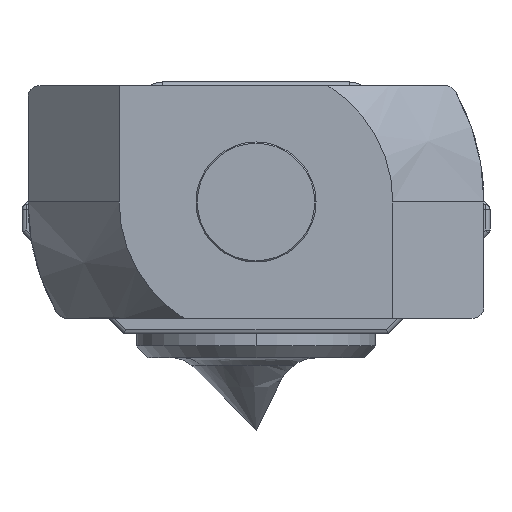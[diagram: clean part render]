
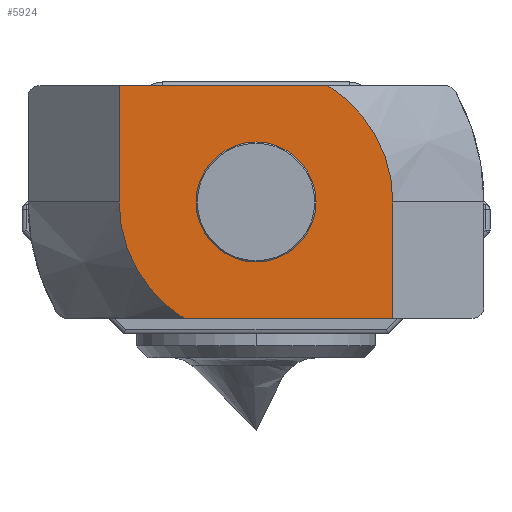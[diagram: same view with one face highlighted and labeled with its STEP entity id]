
A CAD part, front view. The second image highlights one B-rep face of the part: STEP entity #5924.
In plain terms, the highlighted planar face has unit normal (0, -1, 0).
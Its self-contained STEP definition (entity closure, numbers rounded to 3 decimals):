
#294 = CARTESIAN_POINT ( 'NONE',  ( 7.538, -115.601, 0.25 ) ) ;
#302 = CARTESIAN_POINT ( 'NONE',  ( 1.838, -115.601, 0.25 ) ) ;
#395 = CARTESIAN_POINT ( 'NONE',  ( 1.838, -115.601, 0.25 ) ) ;
#450 = VERTEX_POINT ( 'NONE', #1072 ) ;
#454 = CARTESIAN_POINT ( 'NONE',  ( 1.838, -115.601, -4.6 ) ) ;
#495 = DIRECTION ( 'NONE',  ( 0., 1., 0. ) ) ;
#539 = PLANE ( 'NONE',  #8145 ) ;
#659 = DIRECTION ( 'NONE',  ( 0., 0., 1. ) ) ;
#1044 = EDGE_CURVE ( 'NONE', #7773, #450, #3827, .T. ) ;
#1072 = CARTESIAN_POINT ( 'NONE',  ( 1.838, -115.601, -2.25 ) ) ;
#1117 = VECTOR ( 'NONE', #3651, 1000. ) ;
#1370 = LINE ( 'NONE', #294, #1117 ) ;
#1389 = EDGE_CURVE ( 'NONE', #5919, #6465, #9841, .T. ) ;
#1419 = CARTESIAN_POINT ( 'NONE',  ( 1.838, -115.601, 0.25 ) ) ;
#1438 = AXIS2_PLACEMENT_3D ( 'NONE', #302, #2029, #10087 ) ;
#1589 = EDGE_CURVE ( 'NONE', #8816, #2356, #1370, .T. ) ;
#1603 = EDGE_CURVE ( 'NONE', #6161, #9940, #4060, .T. ) ;
#1639 = ORIENTED_EDGE ( 'NONE', *, *, #8093, .T. ) ;
#2029 = DIRECTION ( 'NONE',  ( 0., 1., 0. ) ) ;
#2168 = ORIENTED_EDGE ( 'NONE', *, *, #1389, .F. ) ;
#2251 = DIRECTION ( 'NONE',  ( 0., 0., 1. ) ) ;
#2356 = VERTEX_POINT ( 'NONE', #4735 ) ;
#2731 = ORIENTED_EDGE ( 'NONE', *, *, #1044, .T. ) ;
#2733 = DIRECTION ( 'NONE',  ( 1., 0., 0. ) ) ;
#2813 = EDGE_CURVE ( 'NONE', #6465, #8816, #5719, .T. ) ;
#2816 = DIRECTION ( 'NONE',  ( 0., 0., 1. ) ) ;
#2843 = DIRECTION ( 'NONE',  ( -1., 0., 0. ) ) ;
#3343 = CARTESIAN_POINT ( 'NONE',  ( 1.838, -115.601, 5.1 ) ) ;
#3598 = VECTOR ( 'NONE', #8355, 1000. ) ;
#3651 = DIRECTION ( 'NONE',  ( 0., 0., -1. ) ) ;
#3807 = CARTESIAN_POINT ( 'NONE',  ( -3.862, -115.601, 5.1 ) ) ;
#3827 = CIRCLE ( 'NONE', #1438, 2.5 ) ;
#4060 = CIRCLE ( 'NONE', #6058, 5.7 ) ;
#4171 = CARTESIAN_POINT ( 'NONE',  ( -3.862, -115.601, 0.25 ) ) ;
#4392 = AXIS2_PLACEMENT_3D ( 'NONE', #4725, #10398, #659 ) ;
#4580 = ORIENTED_EDGE ( 'NONE', *, *, #8063, .F. ) ;
#4725 = CARTESIAN_POINT ( 'NONE',  ( 1.838, -115.601, 0.25 ) ) ;
#4735 = CARTESIAN_POINT ( 'NONE',  ( 7.538, -115.601, -4.6 ) ) ;
#4754 = ORIENTED_EDGE ( 'NONE', *, *, #2813, .F. ) ;
#5458 = CARTESIAN_POINT ( 'NONE',  ( 1.838, -115.601, 0.25 ) ) ;
#5537 = EDGE_CURVE ( 'NONE', #9940, #5919, #5906, .T. ) ;
#5719 = CIRCLE ( 'NONE', #4392, 5.7 ) ;
#5865 = ORIENTED_EDGE ( 'NONE', *, *, #1603, .F. ) ;
#5906 = LINE ( 'NONE', #4171, #3598 ) ;
#5919 = VERTEX_POINT ( 'NONE', #3807 ) ;
#5924 = ADVANCED_FACE ( 'NONE', ( #8200, #6039 ), #539, .F. ) ;
#6039 = FACE_OUTER_BOUND ( 'NONE', #8428, .T. ) ;
#6058 = AXIS2_PLACEMENT_3D ( 'NONE', #395, #6132, #2816 ) ;
#6132 = DIRECTION ( 'NONE',  ( 0., 1., 0. ) ) ;
#6161 = VERTEX_POINT ( 'NONE', #7597 ) ;
#6296 = CARTESIAN_POINT ( 'NONE',  ( 4.833, -115.601, 5.1 ) ) ;
#6465 = VERTEX_POINT ( 'NONE', #6296 ) ;
#6978 = VECTOR ( 'NONE', #2843, 1000. ) ;
#7034 = CARTESIAN_POINT ( 'NONE',  ( 7.538, -115.601, 0.25 ) ) ;
#7070 = CARTESIAN_POINT ( 'NONE',  ( 1.838, -115.601, 2.75 ) ) ;
#7597 = CARTESIAN_POINT ( 'NONE',  ( -1.156, -115.601, -4.6 ) ) ;
#7657 = VECTOR ( 'NONE', #2733, 1000. ) ;
#7773 = VERTEX_POINT ( 'NONE', #7070 ) ;
#7864 = CARTESIAN_POINT ( 'NONE',  ( -3.862, -115.601, 0.25 ) ) ;
#7896 = LINE ( 'NONE', #454, #6978 ) ;
#8063 = EDGE_CURVE ( 'NONE', #2356, #6161, #7896, .T. ) ;
#8093 = EDGE_CURVE ( 'NONE', #450, #7773, #10591, .T. ) ;
#8145 = AXIS2_PLACEMENT_3D ( 'NONE', #5458, #8761, #8862 ) ;
#8200 = FACE_BOUND ( 'NONE', #9162, .T. ) ;
#8355 = DIRECTION ( 'NONE',  ( 0., 0., 1. ) ) ;
#8372 = ORIENTED_EDGE ( 'NONE', *, *, #5537, .F. ) ;
#8428 = EDGE_LOOP ( 'NONE', ( #4754, #2168, #8372, #5865, #4580, #9905 ) ) ;
#8472 = AXIS2_PLACEMENT_3D ( 'NONE', #1419, #495, #2251 ) ;
#8761 = DIRECTION ( 'NONE',  ( 0., 1., 0. ) ) ;
#8816 = VERTEX_POINT ( 'NONE', #7034 ) ;
#8862 = DIRECTION ( 'NONE',  ( 0., 0., 1. ) ) ;
#9162 = EDGE_LOOP ( 'NONE', ( #2731, #1639 ) ) ;
#9841 = LINE ( 'NONE', #3343, #7657 ) ;
#9905 = ORIENTED_EDGE ( 'NONE', *, *, #1589, .F. ) ;
#9940 = VERTEX_POINT ( 'NONE', #7864 ) ;
#10087 = DIRECTION ( 'NONE',  ( 0., 0., 1. ) ) ;
#10398 = DIRECTION ( 'NONE',  ( 0., 1., 0. ) ) ;
#10591 = CIRCLE ( 'NONE', #8472, 2.5 ) ;
